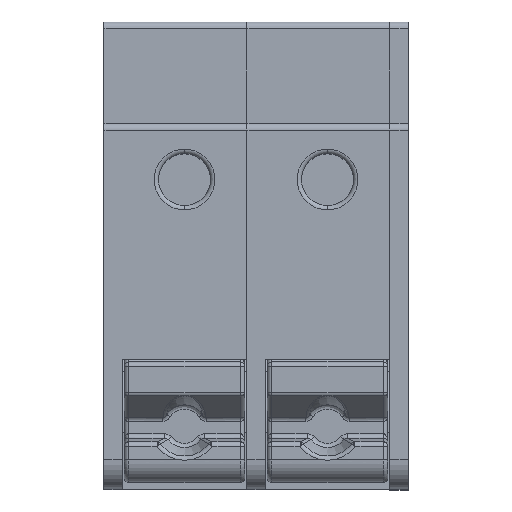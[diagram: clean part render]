
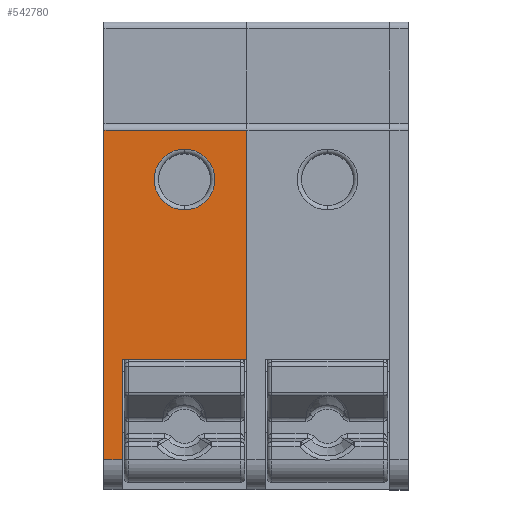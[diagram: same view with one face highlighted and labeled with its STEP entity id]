
A CAD part, top view. The second image highlights one B-rep face of the part: STEP entity #542780.
In plain terms, the highlighted face is planar.
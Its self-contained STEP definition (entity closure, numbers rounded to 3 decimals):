
#528200=CARTESIAN_POINT('',(22.411,24.879,
-31.336));
#528210=VERTEX_POINT('',#528200);
#528260=CARTESIAN_POINT('',(22.411,24.879,
-30.536));
#528270=DIRECTION('',(-0.,0.,1.));
#528280=VECTOR('',#528270,1.);
#528290=LINE('',#528260,#528280);
#528300=CARTESIAN_POINT('',(22.411,24.879,
-36.886));
#528310=VERTEX_POINT('',#528300);
#528320=EDGE_CURVE('',#528310,#528210,#528290,.T.);
#542170=CARTESIAN_POINT('',(22.411,14.133,
-30.536));
#542180=DIRECTION('',(-1.,0.,0.));
#542190=DIRECTION('',(0.,-1.,-0.));
#542200=AXIS2_PLACEMENT_3D('',#542170,#542180,#542190);
#542210=PLANE('',#542200);
#542220=CARTESIAN_POINT('',(22.411,16.879,
-34.111));
#542230=DIRECTION('',(-1.,0.,0.));
#542240=DIRECTION('',(0.,-1.,-0.));
#542250=AXIS2_PLACEMENT_3D('',#542220,#542230,#542240);
#542260=CIRCLE('',#542250,1.35);
#542270=CARTESIAN_POINT('',(22.411,15.529,
-34.111));
#542280=VERTEX_POINT('',#542270);
#542290=CARTESIAN_POINT('',(22.411,18.229,
-34.111));
#542300=VERTEX_POINT('',#542290);
#542310=EDGE_CURVE('',#542280,#542300,#542260,.T.);
#542320=ORIENTED_EDGE('',*,*,#542310,.F.);
#542330=EDGE_CURVE('',#542300,#542280,#542260,.T.);
#542340=ORIENTED_EDGE('',*,*,#542330,.F.);
#542350=EDGE_LOOP('',(#542340,#542320));
#542360=FACE_BOUND('',#542350,.T.);
#542370=CARTESIAN_POINT('',(22.411,14.679,
-30.536));
#542380=DIRECTION('',(0.,0.,-1.));
#542390=VECTOR('',#542380,1.);
#542400=LINE('',#542370,#542390);
#542410=CARTESIAN_POINT('',(22.411,14.679,
-30.536));
#542420=VERTEX_POINT('',#542410);
#542430=CARTESIAN_POINT('',(22.411,14.679,
-36.886));
#542440=VERTEX_POINT('',#542430);
#542450=EDGE_CURVE('',#542420,#542440,#542400,.T.);
#542460=ORIENTED_EDGE('',*,*,#542450,.F.);
#542470=CARTESIAN_POINT('',(22.411,24.729,
-36.886));
#542480=DIRECTION('',(0.,1.,0.));
#542490=VECTOR('',#542480,1.);
#542500=LINE('',#542470,#542490);
#542510=EDGE_CURVE('',#542440,#528310,#542500,.T.);
#542520=ORIENTED_EDGE('',*,*,#542510,.F.);
#542530=ORIENTED_EDGE('',*,*,#528320,.F.);
#542540=CARTESIAN_POINT('',(22.411,24.729,
-31.336));
#542550=DIRECTION('',(0.,-1.,-0.));
#542560=VECTOR('',#542550,1.);
#542570=LINE('',#542540,#542560);
#542580=CARTESIAN_POINT('',(22.411,29.329,
-31.336));
#542590=VERTEX_POINT('',#542580);
#542600=EDGE_CURVE('',#542590,#528210,#542570,.T.);
#542610=ORIENTED_EDGE('',*,*,#542600,.T.);
#542620=CARTESIAN_POINT('',(22.411,29.329,
-30.536));
#542630=DIRECTION('',(-0.,0.,1.));
#542640=VECTOR('',#542630,1.);
#542650=LINE('',#542620,#542640);
#542660=CARTESIAN_POINT('',(22.411,29.329,
-30.536));
#542670=VERTEX_POINT('',#542660);
#542680=EDGE_CURVE('',#542590,#542670,#542650,.T.);
#542690=ORIENTED_EDGE('',*,*,#542680,.F.);
#542700=CARTESIAN_POINT('',(22.411,24.729,
-30.536));
#542710=DIRECTION('',(0.,-1.,-0.));
#542720=VECTOR('',#542710,1.);
#542730=LINE('',#542700,#542720);
#542740=EDGE_CURVE('',#542670,#542420,#542730,.T.);
#542750=ORIENTED_EDGE('',*,*,#542740,.F.);
#542760=EDGE_LOOP('',(#542750,#542690,#542610,#542530,#542520,#542460));
#542770=FACE_OUTER_BOUND('',#542760,.T.);
#542780=ADVANCED_FACE('',(#542360,#542770),#542210,.T.);
